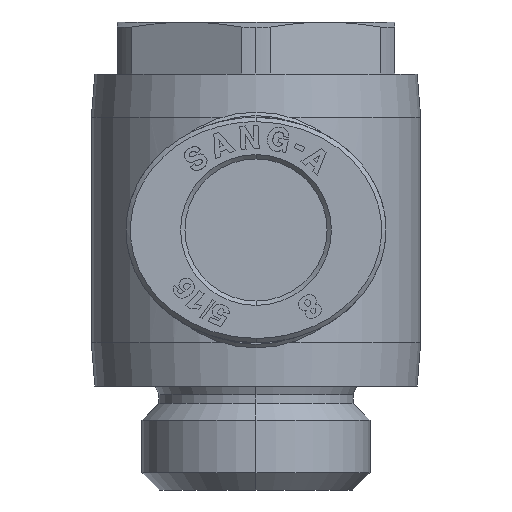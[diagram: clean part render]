
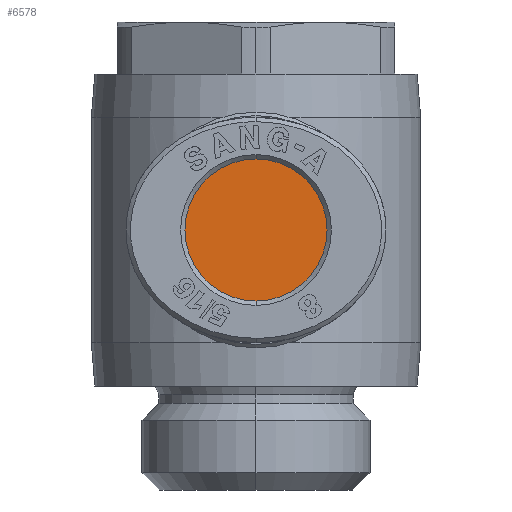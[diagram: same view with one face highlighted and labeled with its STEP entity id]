
A CAD part, left-side view. The second image highlights one B-rep face of the part: STEP entity #6578.
In plain terms, the highlighted face is planar.
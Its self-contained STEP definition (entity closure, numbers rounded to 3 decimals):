
#199 = DIRECTION ( 'NONE',  ( -1., 0., 0. ) ) ;
#1002 = DIRECTION ( 'NONE',  ( 0., -1., 0. ) ) ;
#2518 = DIRECTION ( 'NONE',  ( 0., 0., 1. ) ) ;
#2566 = DIRECTION ( 'NONE',  ( 1., 0., 0. ) ) ;
#4596 = FACE_OUTER_BOUND ( 'NONE', #10739, .T. ) ;
#5212 = PLANE ( 'NONE',  #9098 ) ;
#5728 = EDGE_CURVE ( 'NONE', #29484, #8062, #19898, .T. ) ;
#6578 = ADVANCED_FACE ( 'NONE', ( #4596 ), #5212, .F. ) ;
#7795 = AXIS2_PLACEMENT_3D ( 'NONE', #16428, #2566, #18760 ) ;
#8062 = VERTEX_POINT ( 'NONE', #26987 ) ;
#9098 = AXIS2_PLACEMENT_3D ( 'NONE', #16488, #199, #2518 ) ;
#9237 = EDGE_CURVE ( 'NONE', #8062, #29484, #21515, .T. ) ;
#10100 = CARTESIAN_POINT ( 'NONE',  ( 14.8, 0., 0. ) ) ;
#10739 = EDGE_LOOP ( 'NONE', ( #13294, #19363 ) ) ;
#13294 = ORIENTED_EDGE ( 'NONE', *, *, #5728, .T. ) ;
#16428 = CARTESIAN_POINT ( 'NONE',  ( 14.8, 0., 0. ) ) ;
#16488 = CARTESIAN_POINT ( 'NONE',  ( 14.8, 0., 0. ) ) ;
#17154 = CARTESIAN_POINT ( 'NONE',  ( 14.8, -4.1, 0. ) ) ;
#18760 = DIRECTION ( 'NONE',  ( 0., -1., 0. ) ) ;
#19363 = ORIENTED_EDGE ( 'NONE', *, *, #9237, .T. ) ;
#19898 = CIRCLE ( 'NONE', #28497, 4.1 ) ;
#21515 = CIRCLE ( 'NONE', #7795, 4.1 ) ;
#26423 = DIRECTION ( 'NONE',  ( 1., 0., 0. ) ) ;
#26987 = CARTESIAN_POINT ( 'NONE',  ( 14.8, 4.1, 0. ) ) ;
#28497 = AXIS2_PLACEMENT_3D ( 'NONE', #10100, #26423, #1002 ) ;
#29484 = VERTEX_POINT ( 'NONE', #17154 ) ;
